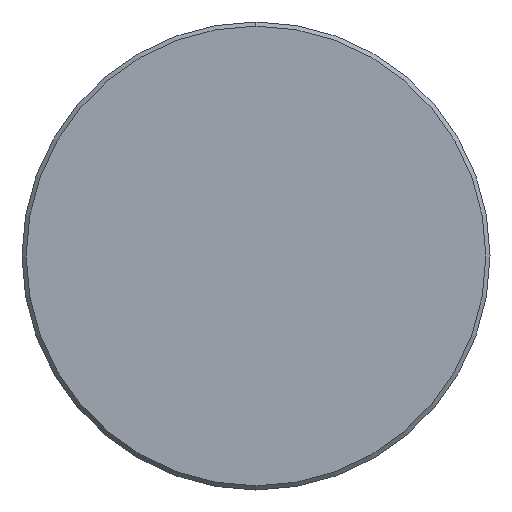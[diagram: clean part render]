
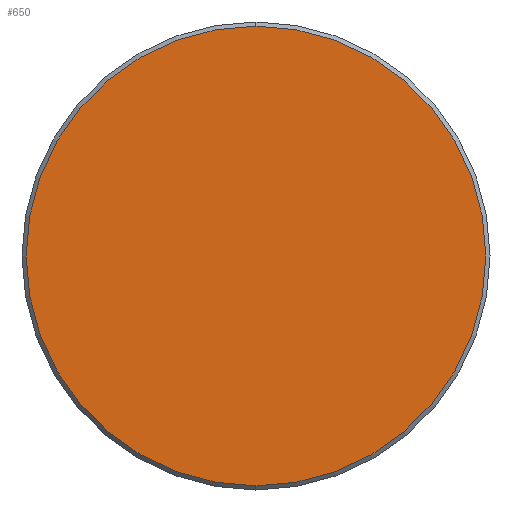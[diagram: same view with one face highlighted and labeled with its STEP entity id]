
A CAD part, left-side view. The second image highlights one B-rep face of the part: STEP entity #650.
In plain terms, the highlighted planar face has unit normal (-1, 0, 0).
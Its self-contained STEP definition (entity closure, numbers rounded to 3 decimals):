
#51 = EDGE_LOOP ( 'NONE', ( #886, #606 ) ) ;
#72 = CARTESIAN_POINT ( 'NONE',  ( -104.6, -27.83, 27.83 ) ) ;
#104 = DIRECTION ( 'NONE',  ( -1., 0., 0. ) ) ;
#335 = AXIS2_PLACEMENT_3D ( 'NONE', #72, #574, #666 ) ;
#383 = VERTEX_POINT ( 'NONE', #800 ) ;
#388 = AXIS2_PLACEMENT_3D ( 'NONE', #437, #600, #518 ) ;
#437 = CARTESIAN_POINT ( 'NONE',  ( -104.6, 0., 0. ) ) ;
#440 = CARTESIAN_POINT ( 'NONE',  ( -104.6, 0., 0. ) ) ;
#443 = FACE_OUTER_BOUND ( 'NONE', #51, .T. ) ;
#451 = CARTESIAN_POINT ( 'NONE',  ( -104.6, 0., 27.5 ) ) ;
#518 = DIRECTION ( 'NONE',  ( 0., 0., -1. ) ) ;
#574 = DIRECTION ( 'NONE',  ( 1., 0., 0. ) ) ;
#600 = DIRECTION ( 'NONE',  ( -1., 0., 0. ) ) ;
#606 = ORIENTED_EDGE ( 'NONE', *, *, #839, .T. ) ;
#650 = ADVANCED_FACE ( 'NONE', ( #443 ), #814, .F. ) ;
#666 = DIRECTION ( 'NONE',  ( 0., 0., -1. ) ) ;
#800 = CARTESIAN_POINT ( 'NONE',  ( -104.6, 0., -27.5 ) ) ;
#814 = PLANE ( 'NONE',  #335 ) ;
#839 = EDGE_CURVE ( 'NONE', #915, #383, #975, .T. ) ;
#886 = ORIENTED_EDGE ( 'NONE', *, *, #916, .T. ) ;
#903 = CIRCLE ( 'NONE', #1025, 27.5 ) ;
#915 = VERTEX_POINT ( 'NONE', #451 ) ;
#916 = EDGE_CURVE ( 'NONE', #383, #915, #903, .T. ) ;
#975 = CIRCLE ( 'NONE', #388, 27.5 ) ;
#1011 = DIRECTION ( 'NONE',  ( 0., 0., -1. ) ) ;
#1025 = AXIS2_PLACEMENT_3D ( 'NONE', #440, #104, #1011 ) ;
